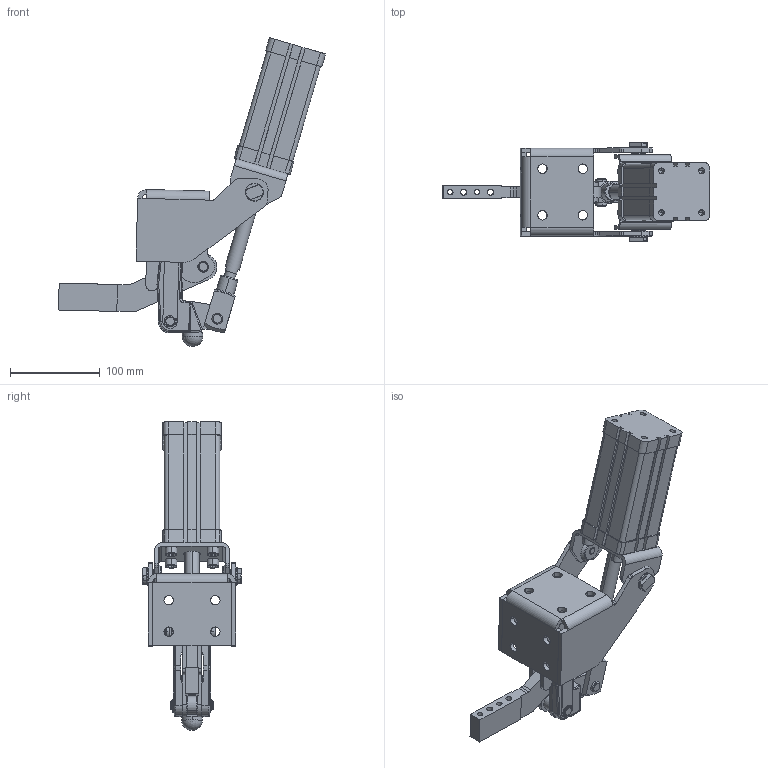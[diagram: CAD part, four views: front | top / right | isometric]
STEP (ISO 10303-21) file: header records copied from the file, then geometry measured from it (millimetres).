
FILE_DESCRIPTION((''),'2;1');
FILE_NAME('775.LH.stp','2005-09-28T13:44:32',('CAD'),(''),'Autodesk Inventor 8','Autodesk Inventor 8','');
FILE_SCHEMA(('AUTOMOTIVE_DESIGN { 1 0 10303 214 1 1 1 1 }'));
Length unit declared in the file: millimetre
Products named in the file (1): Part9
Bounding box: 297.41 x 110 x 344.02 mm (x, y, z)
Volume: 1004094.3 mm3; surface area: 222422.8 mm2
Topology: 1 solids, 124 shells, 2581 faces, 7400 edges, 4839 vertices
Faces by surface type: plane 1628, cylinder 616, cone 182, bspline 130, torus 20, sphere 5
Entity records: 85780 total; most frequent: CARTESIAN_POINT 20845, ORIENTED_EDGE 14740, DIRECTION 12866, EDGE_CURVE 7370, VERTEX_POINT 4837, AXIS2_PLACEMENT_3D 4698, VECTOR 3470, LINE 3470
